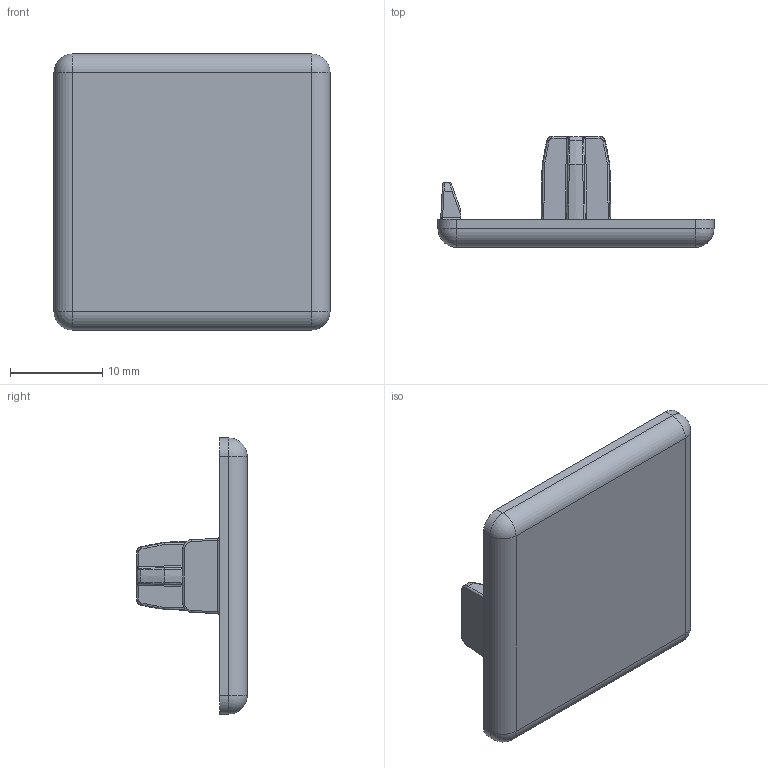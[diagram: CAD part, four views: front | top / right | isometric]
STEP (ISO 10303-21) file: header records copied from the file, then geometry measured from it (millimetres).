
FILE_DESCRIPTION(/* description */ ('Zaślepka profilu 30x30 (Rowek 8)'),/* implementation_level */ '2;1');
FILE_NAME(/* name */ '223038.igs.stp',/* time_stamp */ '2022-08-02T11:16:13+02:00',/* author */ ('aluteckkpl_am'),/* organization */ (''),/* preprocessor_version */ 'ST-DEVELOPER v18.1',/* originating_system */ 'Autodesk Inventor 2021',/* authorisation */ '');
FILE_SCHEMA (('CONFIG_CONTROL_DESIGN'));
Length unit declared in the file: millimetre
Products named in the file (1): 223038
Bounding box: 30 x 12 x 30 mm (x, y, z)
Volume: 2554.9 mm3; surface area: 2406.5 mm2
Topology: 1 solids, 1 shells, 271 faces, 683 edges, 402 vertices
Faces by surface type: plane 129, cylinder 52, bspline 50, sphere 20, torus 12, cone 8
Entity records: 9529 total; most frequent: CARTESIAN_POINT 3018, ORIENTED_EDGE 1326, DIRECTION 1251, EDGE_CURVE 663, AXIS2_PLACEMENT_3D 422, LINE 407, VECTOR 407, VERTEX_POINT 402
